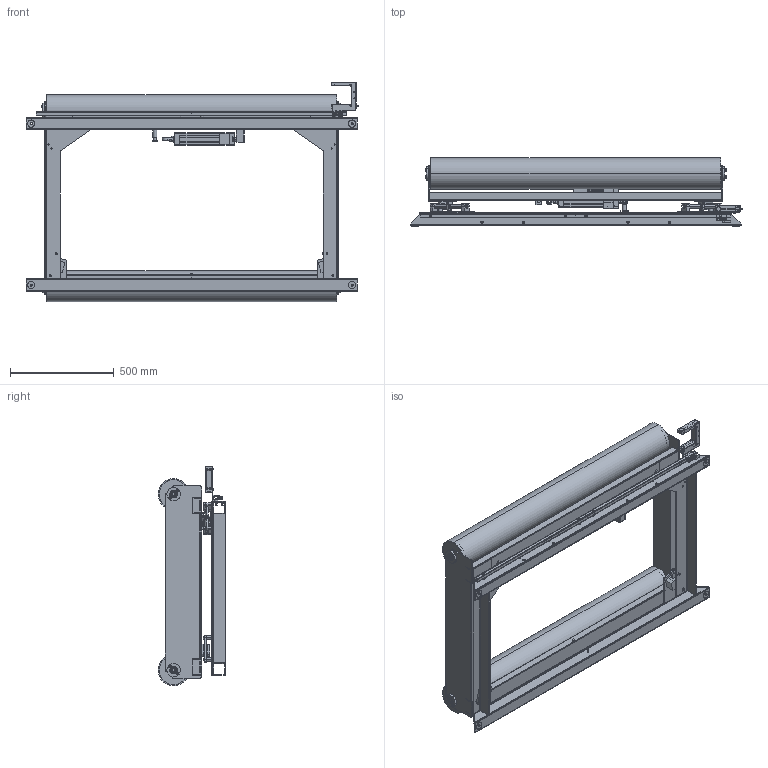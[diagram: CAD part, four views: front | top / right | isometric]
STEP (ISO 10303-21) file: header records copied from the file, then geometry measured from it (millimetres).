
FILE_DESCRIPTION (( 'STEP AP203' ), '1' );
FILE_NAME ('240718.1_stp_-.step', '2024-07-18T10:56:18', ( '' ), ( '' ), 'SwSTEP 2.0', 'SolidWorks 2023', '' );
FILE_SCHEMA (( 'CONFIG_CONTROL_DESIGN' ));
Length unit declared in the file: millimetre
Products named in the file (4): 240718.1_01; 071116.1_stp_01; 240718.1_stp_-; 31106632_01
Assembly tree (3 placements, depth 2):
  240718.1_stp_-
    240718.1_01
    31106632_01
    071116.1_stp_01
Bounding box: 1603.5 x 327.5 x 1059.5 mm (x, y, z)
Volume: 20376210.8 mm3; surface area: 7696850.2 mm2
Topology: 212 solids, 213 shells, 4317 faces, 10514 edges, 6751 vertices
Faces by surface type: plane 1972, cylinder 1689, cone 436, torus 142, bspline 58, sphere 20
Entity records: 130659 total; most frequent: CARTESIAN_POINT 25585, DIRECTION 22896, ORIENTED_EDGE 20736, EDGE_CURVE 10368, AXIS2_PLACEMENT_3D 8477, VERTEX_POINT 6731, LINE 5942, VECTOR 5942
